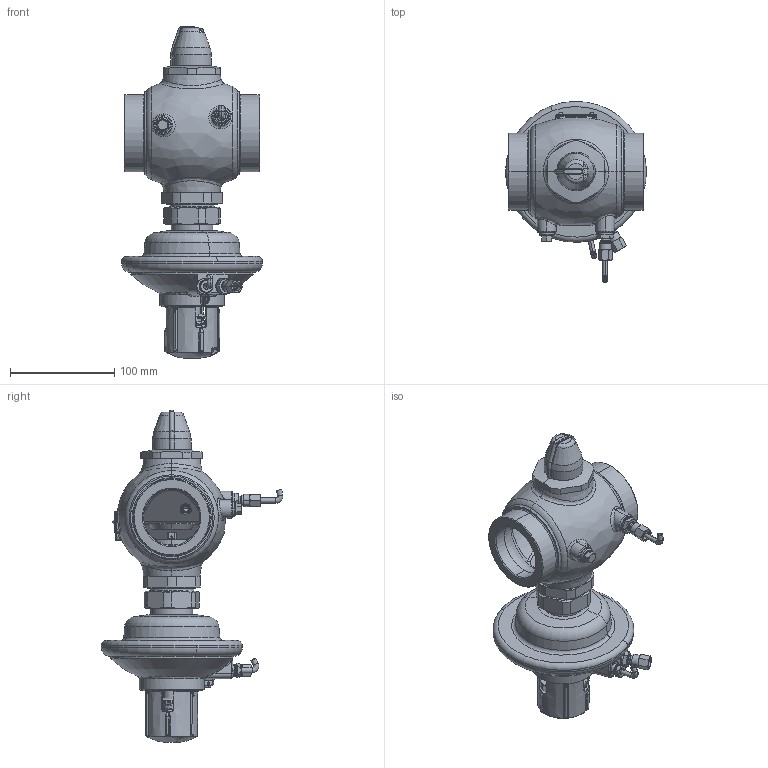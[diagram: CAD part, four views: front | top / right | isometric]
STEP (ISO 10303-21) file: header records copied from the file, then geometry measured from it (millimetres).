
FILE_DESCRIPTION((''),'2;1');
FILE_NAME('003H6538','2015-03-10T',('u317927'),('Danfoss'),'PRO/ENGINEER BY PARAMETRIC TECHNOLOGY CORPORATION, 2014000','PRO/ENGINEER BY PARAMETRIC TECHNOLOGY CORPORATION, 2014000','');
FILE_SCHEMA(('CONFIG_CONTROL_DESIGN'));
Products named in the file (1): 003H6538
Bounding box: 135.08 x 173.92 x 318.17 mm (x, y, z)
Volume: 791530.5 mm3; surface area: 246655 mm2
Topology: 2 solids, 3 shells, 1710 faces, 4171 edges, 2541 vertices
Faces by surface type: plane 468, cylinder 428, cone 313, bspline 241, torus 237, sphere 19, revolution 4
Entity records: 71681 total; most frequent: CARTESIAN_POINT 33425, ORIENTED_EDGE 8310, DIRECTION 7723, EDGE_CURVE 4155, AXIS2_PLACEMENT_3D 3328, VERTEX_POINT 2541, CIRCLE 1862, EDGE_LOOP 1860
